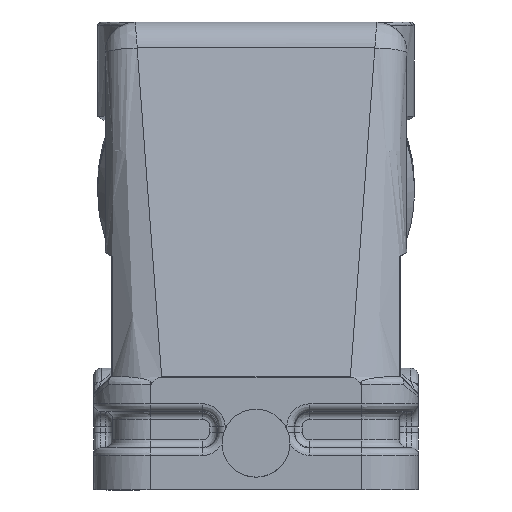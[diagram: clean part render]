
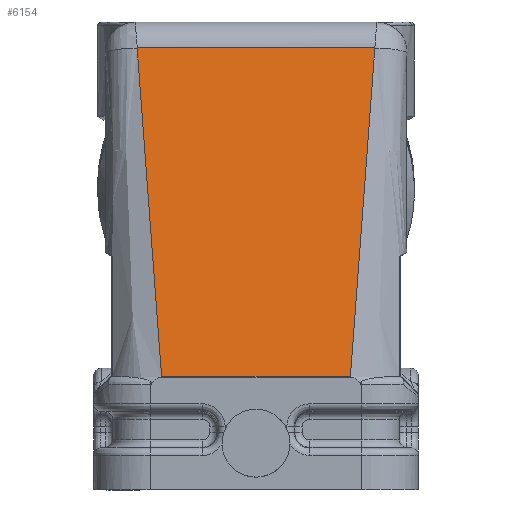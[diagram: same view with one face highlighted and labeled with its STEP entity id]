
A CAD part, left-side view. The second image highlights one B-rep face of the part: STEP entity #6154.
In plain terms, the highlighted planar face has unit normal (-0.99, 0, 0.139).
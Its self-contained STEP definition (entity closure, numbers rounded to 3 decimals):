
#6154=ADVANCED_FACE('',(#7067),#6439,.T.);
#6439=PLANE('',#17315);
#7067=FACE_OUTER_BOUND('',#7767,.T.);
#7767=EDGE_LOOP('',(#12987,#12988,#12989,#12990));
#8697=LINE('',#24993,#9568);
#8924=LINE('',#30001,#9795);
#8925=LINE('',#30013,#9796);
#8926=LINE('',#30015,#9797);
#9568=VECTOR('',#19048,1.);
#9795=VECTOR('',#19961,1.);
#9796=VECTOR('',#19962,1.);
#9797=VECTOR('',#19963,1.);
#12987=ORIENTED_EDGE('',*,*,#15309,.T.);
#12988=ORIENTED_EDGE('',*,*,#15918,.T.);
#12989=ORIENTED_EDGE('',*,*,#15919,.T.);
#12990=ORIENTED_EDGE('',*,*,#15916,.T.);
#13903=VERTEX_POINT('',#24835);
#13905=VERTEX_POINT('',#24990);
#14246=VERTEX_POINT('',#30002);
#14247=VERTEX_POINT('',#30014);
#15309=EDGE_CURVE('',#13905,#13903,#8697,.T.);
#15916=EDGE_CURVE('',#14246,#13905,#8924,.T.);
#15918=EDGE_CURVE('',#13903,#14247,#8925,.T.);
#15919=EDGE_CURVE('',#14247,#14246,#8926,.T.);
#17315=AXIS2_PLACEMENT_3D('',#30016,#19964,#19965);
#19048=DIRECTION('',(0.,1.,0.));
#19961=DIRECTION('',(0.139,-0.074,0.988));
#19962=DIRECTION('',(-0.139,-0.074,-0.988));
#19963=DIRECTION('',(0.,-1.,0.));
#19964=DIRECTION('',(-0.99,0.,0.139));
#19965=DIRECTION('',(-0.139,0.,-0.99));
#24835=CARTESIAN_POINT('',(-53.879,15.744,58.557));
#24990=CARTESIAN_POINT('',(-53.879,-15.744,58.557));
#24993=CARTESIAN_POINT('',(-53.879,-15.744,58.557));
#30001=CARTESIAN_POINT('',(-59.99,-12.505,15.069));
#30002=CARTESIAN_POINT('',(-59.99,-12.505,15.069));
#30013=CARTESIAN_POINT('',(-53.879,15.744,58.557));
#30014=CARTESIAN_POINT('',(-59.99,12.505,15.069));
#30015=CARTESIAN_POINT('',(-59.99,12.505,15.069));
#30016=CARTESIAN_POINT('',(-53.05,16.744,64.449));
